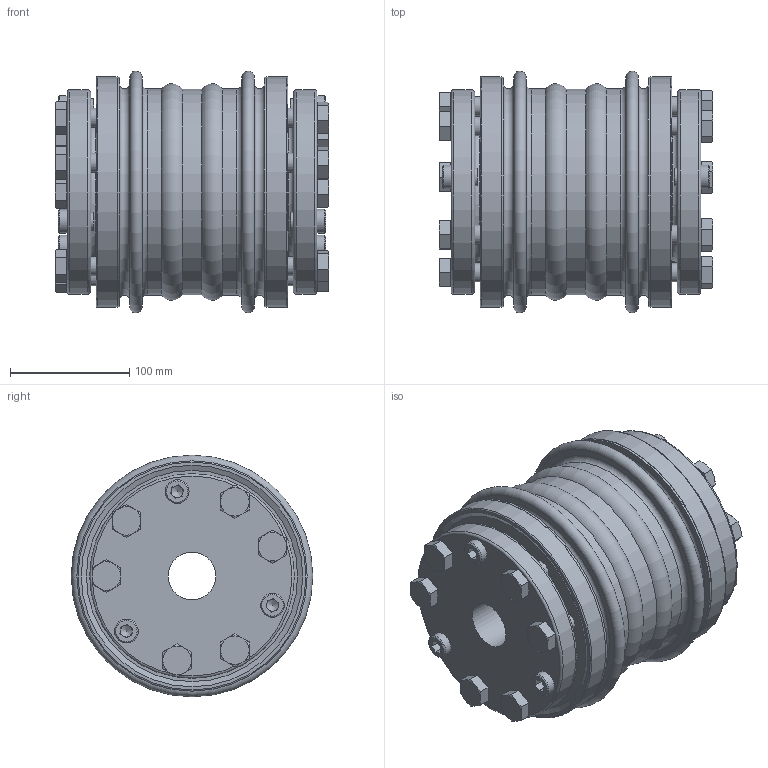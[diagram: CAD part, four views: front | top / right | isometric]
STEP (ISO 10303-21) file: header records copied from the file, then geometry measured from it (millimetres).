
FILE_DESCRIPTION(/* description */ ('Unknown','CAx-IF Rec.Pracs.---Representation and Presentation of Product Manufacturing Information (PMI)---4.0---2014-10-13','CAx-IF Rec.Pracs.---3D Tessellated Geometry---0.4---2014-09-14','2;1'),/* implementation_level */ '2;1');
FILE_NAME(/* name */ 'KSS 2500',/* time_stamp */ '2023-07-27T14:33:16+02:00',/* author */ ('Unknown'),/* organization */ ('Unknown'),/* preprocessor_version */ 'ST-DEVELOPER v18.102',/* originating_system */ 'Solid Edge',/* authorisation */ 'Unknown');
FILE_SCHEMA (('AP242_MANAGED_MODEL_BASED_3D_ENGINEERING_MIM_LF { 1 0 10303 442 1 1 4 }'));
Length unit declared in the file: millimetre
Products named in the file (1): KSS 2500
Bounding box: 230 x 203 x 203 mm (x, y, z)
Volume: 3289114.1 mm3; surface area: 526583.4 mm2
Topology: 1 solids, 13 shells, 460 faces, 996 edges, 636 vertices
Faces by surface type: plane 244, cone 102, cylinder 84, torus 30
Full cylindrical faces by diameter (mm): 14 x12, 15 x6, 16 x12, 17 x12, 18.5 x6, 20 x6, 22.5 x12, 40 x2, 116 x2, 168 x2, 170.407 x1, 171 x2, 172 x2, 172.607 x1, 173.2 x2, 193.2 x2, 193.5 x2
Entity records: 15126 total; most frequent: CARTESIAN_POINT 2936, DIRECTION 1880, ORIENTED_EDGE 1532, AXIS2_PLACEMENT_3D 796, EDGE_CURVE 766, FACE_BOUND 710, EDGE_LOOP 704, VERTEX_POINT 556
